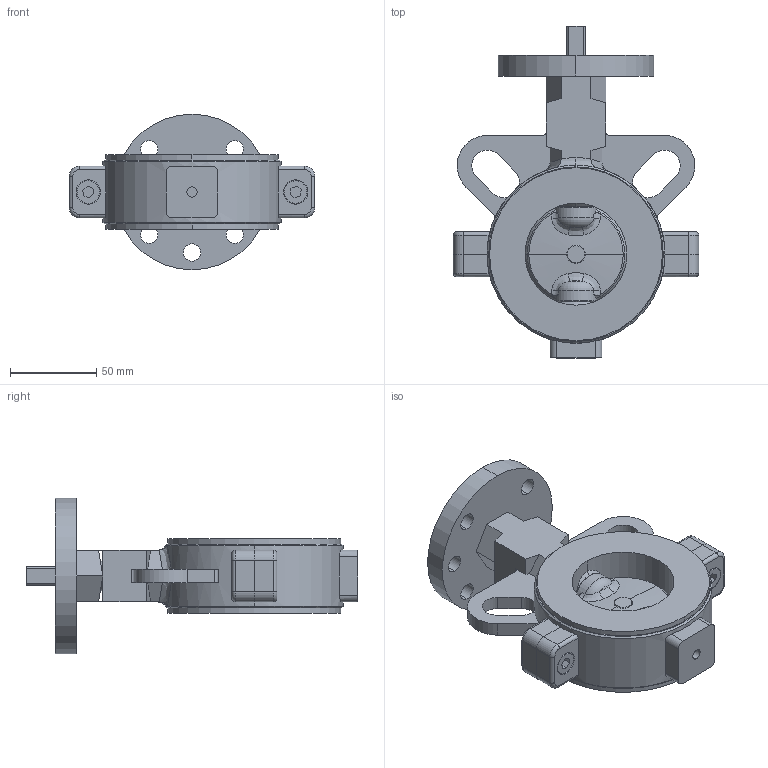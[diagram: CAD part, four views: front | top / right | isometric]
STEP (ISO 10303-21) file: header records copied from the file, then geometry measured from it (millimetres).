
FILE_DESCRIPTION (( 'STEP AP214' ), '1' );
FILE_NAME ('AS-W1-0200-PMR-XA.step', '2019-08-26T11:38:53', ( '' ), ( '' ), 'SwSTEP 2.0', 'SolidWorks 2019', '' );
FILE_SCHEMA (( 'AUTOMOTIVE_DESIGN' ));
Length unit declared in the file: inch
Products named in the file (2): AS-W1-0200-PMR-XA
Bounding box: 142 x 192.02 x 90 mm (x, y, z)
Surface area: 89883.9 mm2 (no closed solid volume)
Topology: 0 solids, 9 shells, 235 faces, 675 edges, 439 vertices
Faces by surface type: plane 80, cylinder 79, cone 30, bspline 24, torus 22
Entity records: 12327 total; most frequent: CARTESIAN_POINT 3215, DIRECTION 1254, ORIENTED_EDGE 1228, EDGE_CURVE 675, AXIS2_PLACEMENT_3D 478, VERTEX_POINT 439, VECTOR 298, LINE 298
